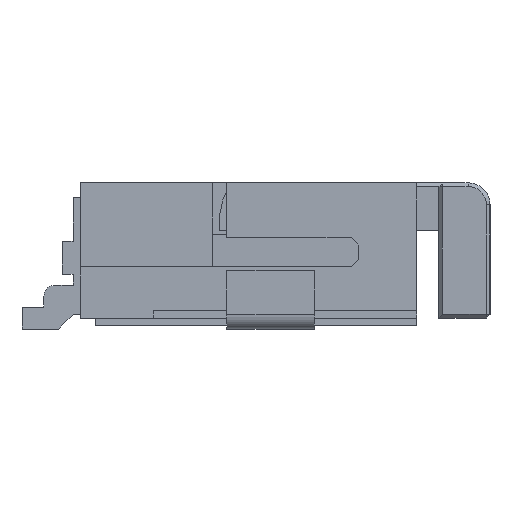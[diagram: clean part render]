
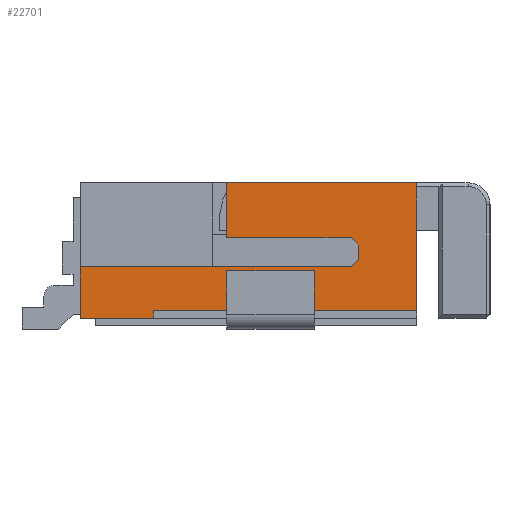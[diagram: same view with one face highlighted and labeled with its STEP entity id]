
A CAD part, left-side view. The second image highlights one B-rep face of the part: STEP entity #22701.
In plain terms, the highlighted planar face has unit normal (-1, 0, 0).
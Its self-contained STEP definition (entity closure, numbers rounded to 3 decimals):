
#633=FACE_OUTER_BOUND('',#1827,.T.);
#1827=EDGE_LOOP('',(#17116,#17117,#17118,#17119,#17120,#17121,#17122,#17123,
#17124,#17125,#17126,#17127));
#3980=LINE('',#33186,#7154);
#3985=LINE('',#33195,#7159);
#3989=LINE('',#33204,#7163);
#3993=LINE('',#33211,#7167);
#3994=LINE('',#33215,#7168);
#3997=LINE('',#33220,#7171);
#3999=LINE('',#33223,#7173);
#4000=LINE('',#33226,#7174);
#4002=LINE('',#33230,#7176);
#4029=LINE('',#33283,#7203);
#4172=LINE('',#33566,#7346);
#4173=LINE('',#33568,#7347);
#7154=VECTOR('',#26964,0.1);
#7159=VECTOR('',#26971,3.6);
#7163=VECTOR('',#26979,0.141);
#7167=VECTOR('',#26985,3.7);
#7168=VECTOR('',#26988,0.141);
#7171=VECTOR('',#26993,1.7);
#7173=VECTOR('',#26997,0.2);
#7174=VECTOR('',#27000,0.75);
#7176=VECTOR('',#27004,2.6);
#7203=VECTOR('',#27051,1.75);
#7346=VECTOR('',#27226,0.7);
#7347=VECTOR('',#27229,1.);
#9918=VERTEX_POINT('',#33182);
#9920=VERTEX_POINT('',#33185);
#9923=VERTEX_POINT('',#33193);
#9925=VERTEX_POINT('',#33201);
#9926=VERTEX_POINT('',#33203);
#9928=VERTEX_POINT('',#33209);
#9929=VERTEX_POINT('',#33213);
#9930=VERTEX_POINT('',#33214);
#9931=VERTEX_POINT('',#33219);
#9932=VERTEX_POINT('',#33225);
#9933=VERTEX_POINT('',#33229);
#10073=VERTEX_POINT('',#33564);
#12498=EDGE_CURVE('',#9920,#9918,#3980,.T.);
#12503=EDGE_CURVE('',#9918,#9923,#3985,.T.);
#12507=EDGE_CURVE('',#9925,#9926,#3989,.T.);
#12511=EDGE_CURVE('',#9928,#9925,#3993,.T.);
#12512=EDGE_CURVE('',#9929,#9930,#3994,.T.);
#12515=EDGE_CURVE('',#9930,#9931,#3997,.T.);
#12517=EDGE_CURVE('',#9926,#9929,#3999,.T.);
#12518=EDGE_CURVE('',#9931,#9932,#4000,.T.);
#12520=EDGE_CURVE('',#9932,#9933,#4002,.T.);
#12547=EDGE_CURVE('',#9923,#9933,#4029,.T.);
#12690=EDGE_CURVE('',#10073,#9928,#4172,.T.);
#12691=EDGE_CURVE('',#10073,#9920,#4173,.T.);
#17116=ORIENTED_EDGE('',*,*,#12547,.T.);
#17117=ORIENTED_EDGE('',*,*,#12520,.F.);
#17118=ORIENTED_EDGE('',*,*,#12518,.F.);
#17119=ORIENTED_EDGE('',*,*,#12515,.F.);
#17120=ORIENTED_EDGE('',*,*,#12512,.F.);
#17121=ORIENTED_EDGE('',*,*,#12517,.F.);
#17122=ORIENTED_EDGE('',*,*,#12507,.F.);
#17123=ORIENTED_EDGE('',*,*,#12511,.F.);
#17124=ORIENTED_EDGE('',*,*,#12690,.F.);
#17125=ORIENTED_EDGE('',*,*,#12691,.T.);
#17126=ORIENTED_EDGE('',*,*,#12498,.T.);
#17127=ORIENTED_EDGE('',*,*,#12503,.T.);
#21193=PLANE('',#23865);
#22701=ADVANCED_FACE('',(#633),#21193,.T.);
#23865=AXIS2_PLACEMENT_3D('',#33567,#27227,#27228);
#26964=DIRECTION('',(0.,0.,1.));
#26971=DIRECTION('',(0.,-1.,0.));
#26979=DIRECTION('',(0.,-0.707,0.707));
#26985=DIRECTION('',(0.,-1.,0.));
#26988=DIRECTION('',(0.,0.707,0.707));
#26993=DIRECTION('',(0.,1.,0.));
#26997=DIRECTION('',(0.,0.,1.));
#27000=DIRECTION('',(0.,0.,1.));
#27004=DIRECTION('',(0.,-1.,0.));
#27051=DIRECTION('',(0.,0.,1.));
#27226=DIRECTION('',(0.,0.,1.));
#27227=DIRECTION('center_axis',(-1.,0.,0.));
#27228=DIRECTION('ref_axis',(0.,0.,-1.));
#27229=DIRECTION('',(0.,-1.,0.));
#33182=CARTESIAN_POINT('',(-8.05,0.3,0.25));
#33185=CARTESIAN_POINT('',(-8.05,0.3,0.15));
#33186=CARTESIAN_POINT('',(-8.05,0.3,0.25));
#33193=CARTESIAN_POINT('',(-8.05,-3.3,0.25));
#33195=CARTESIAN_POINT('',(-8.05,1.3,0.25));
#33201=CARTESIAN_POINT('',(-8.05,-2.4,0.85));
#33203=CARTESIAN_POINT('',(-8.05,-2.5,0.95));
#33204=CARTESIAN_POINT('',(-8.05,-1.5,-0.05));
#33209=CARTESIAN_POINT('',(-8.05,1.3,0.85));
#33211=CARTESIAN_POINT('',(-8.05,1.3,0.85));
#33213=CARTESIAN_POINT('',(-8.05,-2.5,1.15));
#33214=CARTESIAN_POINT('',(-8.05,-2.4,1.25));
#33215=CARTESIAN_POINT('',(-8.05,-1.6,2.05));
#33219=CARTESIAN_POINT('',(-8.05,-0.7,1.25));
#33220=CARTESIAN_POINT('',(-8.05,-2.5,1.25));
#33223=CARTESIAN_POINT('',(-8.05,-2.5,0.85));
#33225=CARTESIAN_POINT('',(-8.05,-0.7,2.));
#33226=CARTESIAN_POINT('',(-8.05,-0.7,1.25));
#33229=CARTESIAN_POINT('',(-8.05,-3.3,2.));
#33230=CARTESIAN_POINT('',(-8.05,-0.7,2.));
#33283=CARTESIAN_POINT('',(-8.05,-3.3,0.962));
#33564=CARTESIAN_POINT('',(-8.05,1.3,0.15));
#33566=CARTESIAN_POINT('',(-8.05,1.3,0.25));
#33567=CARTESIAN_POINT('Origin',(-8.05,1.3,0.85));
#33568=CARTESIAN_POINT('',(-8.05,1.3,0.15));
